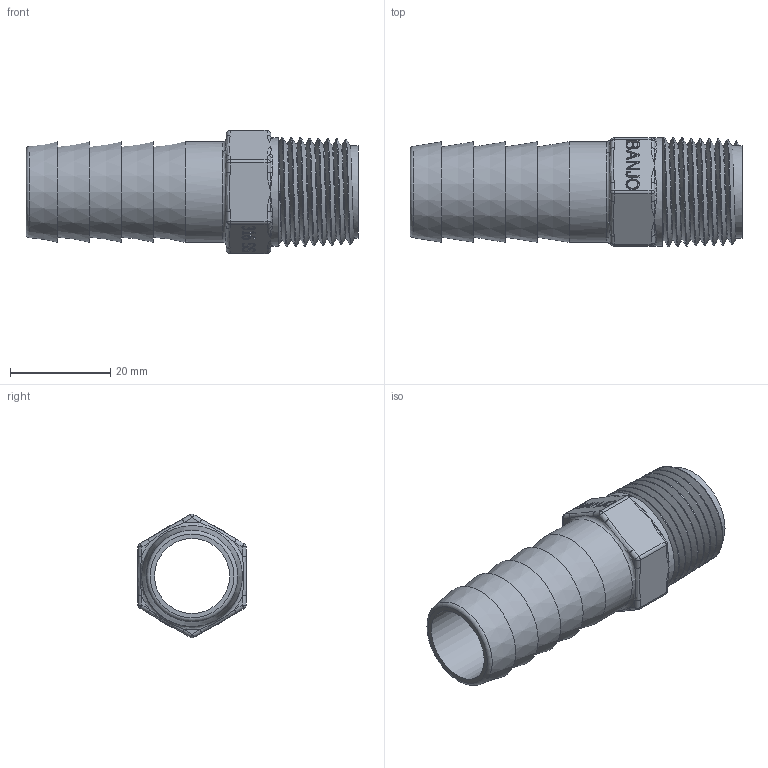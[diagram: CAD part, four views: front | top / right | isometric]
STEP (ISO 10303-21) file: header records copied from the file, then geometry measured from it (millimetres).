
FILE_DESCRIPTION((''),'2;1');
FILE_NAME('HB050-075SS.stp','2013-05-31T10:43:01',('mclevenger'),(''),'Autodesk Inventor 2013','Autodesk Inventor 2013','');
FILE_SCHEMA(('AUTOMOTIVE_DESIGN { 1 0 10303 214 1 1 1 1 }'));
Length unit declared in the file: inch
Products named in the file (1): HB050-075SS
Bounding box: 66.29 x 21.87 x 24.69 mm (x, y, z)
Volume: 9125.1 mm3; surface area: 8644.8 mm2
Topology: 1 solids, 1 shells, 322 faces, 833 edges, 504 vertices
Faces by surface type: bspline 148, plane 107, cylinder 33, cone 14, sphere 12, torus 8
Full cylindrical faces by diameter (mm): 14.986 x1, 20.066 x1, 21.59 x1
Entity records: 13118 total; most frequent: CARTESIAN_POINT 6628, ORIENTED_EDGE 1538, DIRECTION 931, EDGE_CURVE 769, VERTEX_POINT 487, VECTOR 357, LINE 357, EDGE_LOOP 346
